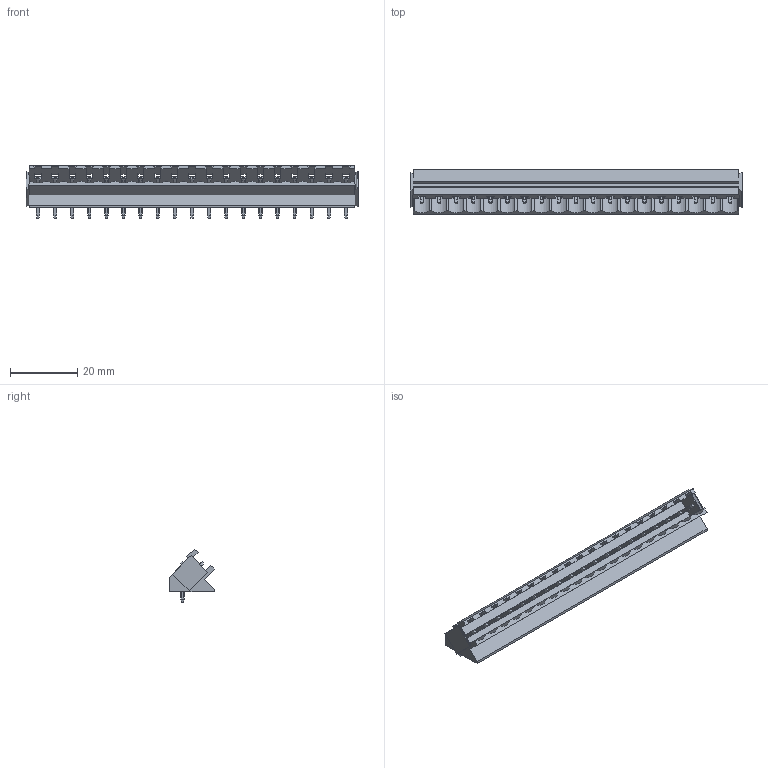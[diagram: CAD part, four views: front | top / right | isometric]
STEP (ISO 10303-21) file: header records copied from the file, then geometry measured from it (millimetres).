
FILE_DESCRIPTION(('CATIA V5 STEP Exchange','CAx-IF Rec.Pracs.--- Model Styling and Organization---1.2---2011-12-15'),'2;1');
FILE_NAME ('D1453249_0_1605700000_1605700000.stp','2018-10-10T04:45:13+00:00',('none'),('Weidmueller'),'CATIA Version 5-6 Release 2014','CATIA V5 STEP AP214','none');
FILE_SCHEMA(('AUTOMOTIVE_DESIGN { 1 0 10303 214 1 1 1 1 }'));
Length unit declared in the file: millimetre
Products named in the file (1): 1605700000
Bounding box: 98.52 x 13.3 x 15.67 mm (x, y, z)
Volume: 5996.4 mm3; surface area: 8021.1 mm2
Topology: 20 solids, 20 shells, 976 faces, 2684 edges, 1710 vertices
Faces by surface type: plane 651, cylinder 325
Entity records: 34272 total; most frequent: CARTESIAN_POINT 11721, ORIENTED_EDGE 5368, DIRECTION 3504, EDGE_CURVE 2684, VECTOR 2034, LINE 2034, VERTEX_POINT 1710, EDGE_LOOP 1014
